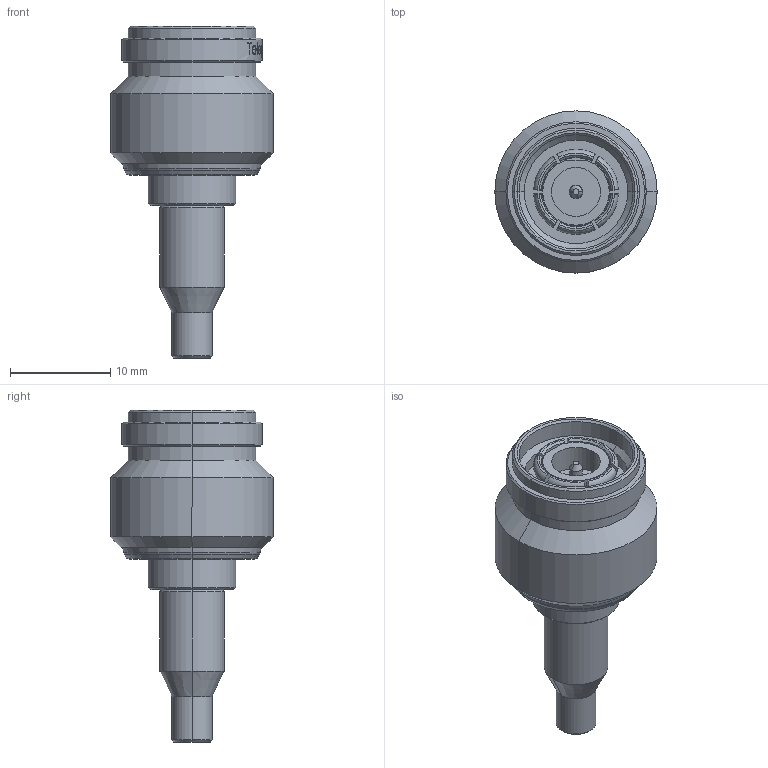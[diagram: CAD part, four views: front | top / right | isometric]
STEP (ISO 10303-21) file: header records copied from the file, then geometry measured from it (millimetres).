
FILE_DESCRIPTION (( 'STEP AP214' ), '1' );
FILE_NAME ('J01010A0038.STEP', '2019-07-04T12:52:54', ( '' ), ( '' ), 'SwSTEP 2.0', 'SolidWorks 2018', '' );
FILE_SCHEMA (( 'AUTOMOTIVE_DESIGN' ));
Length unit declared in the file: millimetre
Products named in the file (1): J01010A0038
Bounding box: 16.2 x 16.2 x 33.15 mm (x, y, z)
Volume: 2734.1 mm3; surface area: 1970.8 mm2
Topology: 1 solids, 1 shells, 306 faces, 751 edges, 483 vertices
Faces by surface type: plane 93, bspline 83, cylinder 71, cone 51, torus 8
Entity records: 17829 total; most frequent: CARTESIAN_POINT 7987, ORIENTED_EDGE 1502, DIRECTION 1091, EDGE_CURVE 751, VERTEX_POINT 483, AXIS2_PLACEMENT_3D 425, EDGE_LOOP 342, FACE_OUTER_BOUND 306
